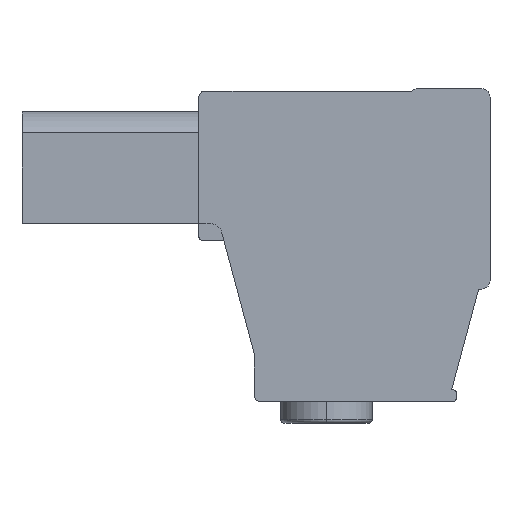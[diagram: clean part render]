
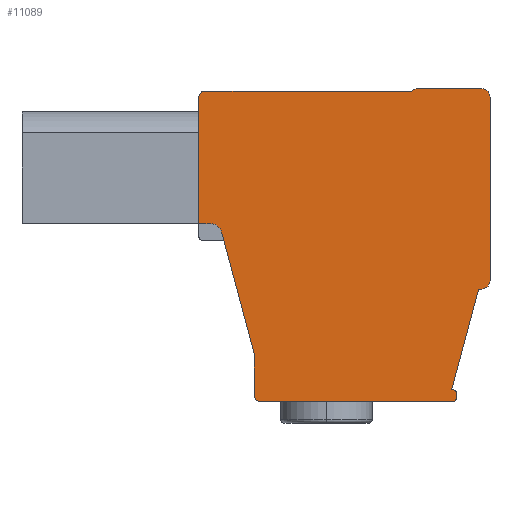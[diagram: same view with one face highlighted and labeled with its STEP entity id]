
A CAD part, front view. The second image highlights one B-rep face of the part: STEP entity #11089.
In plain terms, the highlighted planar face has unit normal (0, -1, 0).
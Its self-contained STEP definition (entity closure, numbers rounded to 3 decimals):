
#93=DIRECTION('',(0.,0.,1.));
#94=VECTOR('',#93,15.25);
#95=CARTESIAN_POINT('',(24.2,-111.6,-9.45));
#96=LINE('',#95,#94);
#281=CARTESIAN_POINT('',(23.5,-111.6,-9.45));
#282=DIRECTION('',(0.,1.,0.));
#283=DIRECTION('',(1.,0.,0.));
#284=AXIS2_PLACEMENT_3D('',#281,#282,#283);
#286=DIRECTION('',(-1.,0.,0.));
#287=VECTOR('',#286,0.25);
#288=CARTESIAN_POINT('',(23.5,-111.6,-10.15));
#289=LINE('',#288,#287);
#290=DIRECTION('',(-0.259,0.,-0.966));
#291=VECTOR('',#290,8.645);
#292=CARTESIAN_POINT('',(23.25,-111.6,-10.15));
#293=LINE('',#292,#291);
#294=DIRECTION('',(1.,0.,0.));
#295=VECTOR('',#294,0.087);
#296=CARTESIAN_POINT('',(21.013,-111.6,-18.5));
#297=LINE('',#296,#295);
#298=CARTESIAN_POINT('',(21.1,-111.6,-18.8));
#299=DIRECTION('',(0.,1.,0.));
#300=DIRECTION('',(0.,0.,1.));
#301=AXIS2_PLACEMENT_3D('',#298,#299,#300);
#303=DIRECTION('',(0.,0.,-1.));
#304=VECTOR('',#303,0.4);
#305=CARTESIAN_POINT('',(21.4,-111.6,-18.8));
#306=LINE('',#305,#304);
#307=CARTESIAN_POINT('',(21.1,-111.6,-19.2));
#308=DIRECTION('',(0.,1.,0.));
#309=DIRECTION('',(1.,0.,0.));
#310=AXIS2_PLACEMENT_3D('',#307,#308,#309);
#312=DIRECTION('',(-1.,0.,0.));
#313=VECTOR('',#312,16.);
#314=CARTESIAN_POINT('',(21.1,-111.6,-19.5));
#315=LINE('',#314,#313);
#316=CARTESIAN_POINT('',(5.1,-111.6,-19.));
#317=DIRECTION('',(0.,1.,0.));
#318=DIRECTION('',(0.,0.,-1.));
#319=AXIS2_PLACEMENT_3D('',#316,#317,#318);
#321=DIRECTION('',(0.,0.,1.));
#322=VECTOR('',#321,3.478);
#323=CARTESIAN_POINT('',(4.6,-111.6,-19.));
#324=LINE('',#323,#322);
#325=DIRECTION('',(-0.259,0.,0.966));
#326=VECTOR('',#325,10.436);
#327=CARTESIAN_POINT('',(4.6,-111.6,-15.522));
#328=LINE('',#327,#326);
#329=CARTESIAN_POINT('',(0.933,-111.6,-5.7));
#330=DIRECTION('',(0.,-1.,0.));
#331=DIRECTION('',(0.966,0.,0.259));
#332=AXIS2_PLACEMENT_3D('',#329,#330,#331);
#334=DIRECTION('',(-1.,0.,0.));
#335=VECTOR('',#334,0.933);
#336=CARTESIAN_POINT('',(0.933,-111.6,-4.7));
#337=LINE('',#336,#335);
#338=CARTESIAN_POINT('',(0.5,-111.6,5.8));
#339=DIRECTION('',(0.,1.,0.));
#340=DIRECTION('',(-1.,0.,0.));
#341=AXIS2_PLACEMENT_3D('',#338,#339,#340);
#343=DIRECTION('',(1.,0.,0.));
#344=VECTOR('',#343,17.204);
#345=CARTESIAN_POINT('',(0.5,-111.6,6.3));
#346=LINE('',#345,#344);
#347=DIRECTION('',(0.866,0.,0.5));
#348=VECTOR('',#347,0.4);
#349=CARTESIAN_POINT('',(17.704,-111.6,6.3));
#350=LINE('',#349,#348);
#351=DIRECTION('',(1.,0.,0.));
#352=VECTOR('',#351,5.45);
#353=CARTESIAN_POINT('',(18.05,-111.6,6.5));
#354=LINE('',#353,#352);
#355=CARTESIAN_POINT('',(23.5,-111.6,5.8));
#356=DIRECTION('',(0.,1.,0.));
#357=DIRECTION('',(0.,0.,1.));
#358=AXIS2_PLACEMENT_3D('',#355,#356,#357);
#753=DIRECTION('',(0.,0.,-1.));
#754=VECTOR('',#753,10.5);
#755=CARTESIAN_POINT('',(0.,-111.6,5.8));
#756=LINE('',#755,#754);
#8586=CARTESIAN_POINT('',(24.2,-111.6,-9.45));
#8587=CARTESIAN_POINT('',(23.5,-111.6,-10.15));
#8588=VERTEX_POINT('',#8586);
#8589=VERTEX_POINT('',#8587);
#8590=CARTESIAN_POINT('',(23.25,-111.6,-10.15));
#8591=VERTEX_POINT('',#8590);
#8592=CARTESIAN_POINT('',(21.013,-111.6,-18.5));
#8593=VERTEX_POINT('',#8592);
#8594=CARTESIAN_POINT('',(21.1,-111.6,-18.5));
#8595=VERTEX_POINT('',#8594);
#8596=CARTESIAN_POINT('',(21.4,-111.6,-18.8));
#8597=VERTEX_POINT('',#8596);
#8598=CARTESIAN_POINT('',(21.4,-111.6,-19.2));
#8599=VERTEX_POINT('',#8598);
#8600=CARTESIAN_POINT('',(21.1,-111.6,-19.5));
#8601=VERTEX_POINT('',#8600);
#8602=CARTESIAN_POINT('',(5.1,-111.6,-19.5));
#8603=VERTEX_POINT('',#8602);
#8604=CARTESIAN_POINT('',(4.6,-111.6,-19.));
#8605=VERTEX_POINT('',#8604);
#8606=CARTESIAN_POINT('',(4.6,-111.6,-15.522));
#8607=VERTEX_POINT('',#8606);
#8608=CARTESIAN_POINT('',(1.899,-111.6,-5.441));
#8609=VERTEX_POINT('',#8608);
#8610=CARTESIAN_POINT('',(0.933,-111.6,-4.7));
#8611=VERTEX_POINT('',#8610);
#8612=CARTESIAN_POINT('',(0.,-111.6,5.8));
#8613=CARTESIAN_POINT('',(0.5,-111.6,6.3));
#8614=VERTEX_POINT('',#8612);
#8615=VERTEX_POINT('',#8613);
#8616=CARTESIAN_POINT('',(17.704,-111.6,6.3));
#8617=VERTEX_POINT('',#8616);
#8618=CARTESIAN_POINT('',(18.05,-111.6,6.5));
#8619=VERTEX_POINT('',#8618);
#8620=CARTESIAN_POINT('',(23.5,-111.6,6.5));
#8621=VERTEX_POINT('',#8620);
#8622=CARTESIAN_POINT('',(24.2,-111.6,5.8));
#8623=VERTEX_POINT('',#8622);
#9492=CARTESIAN_POINT('',(0.,-111.6,-4.7));
#9493=VERTEX_POINT('',#9492);
#11043=CARTESIAN_POINT('',(0.,-111.6,0.));
#11044=DIRECTION('',(0.,1.,0.));
#11045=DIRECTION('',(1.,0.,0.));
#11046=AXIS2_PLACEMENT_3D('',#11043,#11044,#11045);
#11047=PLANE('',#11046);
#11048=ORIENTED_EDGE('',*,*,#10923,.F.);
#11050=ORIENTED_EDGE('',*,*,#11049,.T.);
#11052=ORIENTED_EDGE('',*,*,#11051,.T.);
#11054=ORIENTED_EDGE('',*,*,#11053,.T.);
#11056=ORIENTED_EDGE('',*,*,#11055,.T.);
#11058=ORIENTED_EDGE('',*,*,#11057,.T.);
#11060=ORIENTED_EDGE('',*,*,#11059,.T.);
#11062=ORIENTED_EDGE('',*,*,#11061,.T.);
#11064=ORIENTED_EDGE('',*,*,#11063,.T.);
#11066=ORIENTED_EDGE('',*,*,#11065,.T.);
#11068=ORIENTED_EDGE('',*,*,#11067,.T.);
#11070=ORIENTED_EDGE('',*,*,#11069,.T.);
#11072=ORIENTED_EDGE('',*,*,#11071,.T.);
#11074=ORIENTED_EDGE('',*,*,#11073,.T.);
#11076=ORIENTED_EDGE('',*,*,#11075,.F.);
#11078=ORIENTED_EDGE('',*,*,#11077,.T.);
#11080=ORIENTED_EDGE('',*,*,#11079,.T.);
#11082=ORIENTED_EDGE('',*,*,#11081,.T.);
#11084=ORIENTED_EDGE('',*,*,#11083,.T.);
#11086=ORIENTED_EDGE('',*,*,#11085,.T.);
#11087=EDGE_LOOP('',(#11048,#11050,#11052,#11054,#11056,#11058,#11060,#11062,
#11064,#11066,#11068,#11070,#11072,#11074,#11076,#11078,#11080,#11082,#11084,
#11086));
#11088=FACE_OUTER_BOUND('',#11087,.F.);
#285=CIRCLE('',#284,0.7);
#302=CIRCLE('',#301,0.3);
#311=CIRCLE('',#310,0.3);
#320=CIRCLE('',#319,0.5);
#333=CIRCLE('',#332,1.);
#342=CIRCLE('',#341,0.5);
#359=CIRCLE('',#358,0.7);
#10923=EDGE_CURVE('',#8588,#8623,#96,.T.);
#11049=EDGE_CURVE('',#8588,#8589,#285,.T.);
#11051=EDGE_CURVE('',#8589,#8591,#289,.T.);
#11053=EDGE_CURVE('',#8591,#8593,#293,.T.);
#11055=EDGE_CURVE('',#8593,#8595,#297,.T.);
#11057=EDGE_CURVE('',#8595,#8597,#302,.T.);
#11059=EDGE_CURVE('',#8597,#8599,#306,.T.);
#11061=EDGE_CURVE('',#8599,#8601,#311,.T.);
#11063=EDGE_CURVE('',#8601,#8603,#315,.T.);
#11065=EDGE_CURVE('',#8603,#8605,#320,.T.);
#11067=EDGE_CURVE('',#8605,#8607,#324,.T.);
#11069=EDGE_CURVE('',#8607,#8609,#328,.T.);
#11071=EDGE_CURVE('',#8609,#8611,#333,.T.);
#11073=EDGE_CURVE('',#8611,#9493,#337,.T.);
#11075=EDGE_CURVE('',#8614,#9493,#756,.T.);
#11077=EDGE_CURVE('',#8614,#8615,#342,.T.);
#11079=EDGE_CURVE('',#8615,#8617,#346,.T.);
#11081=EDGE_CURVE('',#8617,#8619,#350,.T.);
#11083=EDGE_CURVE('',#8619,#8621,#354,.T.);
#11085=EDGE_CURVE('',#8621,#8623,#359,.T.);
#11089=ADVANCED_FACE('',(#11088),#11047,.F.);
